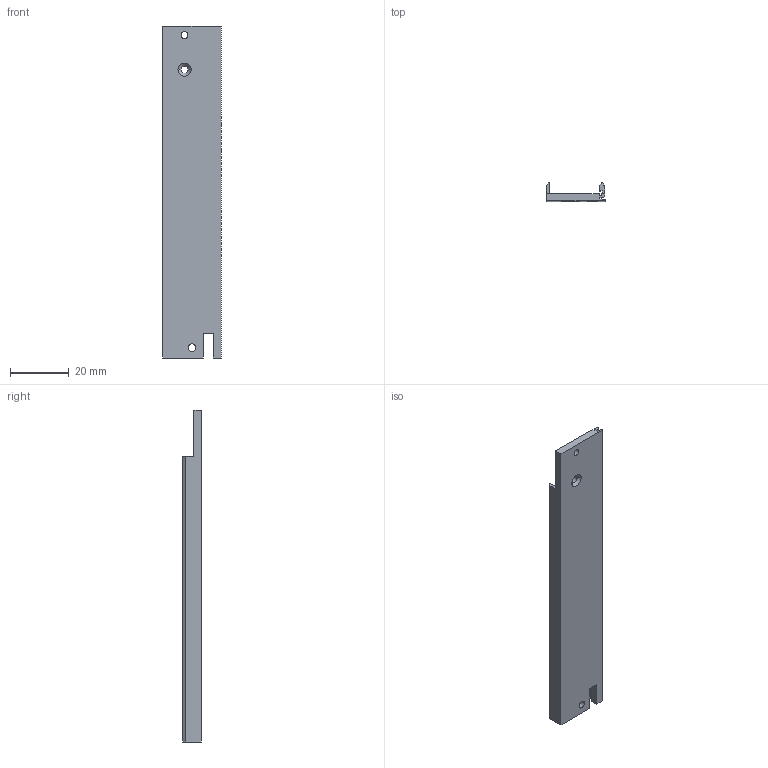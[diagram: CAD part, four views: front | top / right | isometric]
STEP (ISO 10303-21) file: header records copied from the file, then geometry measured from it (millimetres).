
FILE_DESCRIPTION((''),'2;1');
FILE_NAME('226216010904VM-','2014-09-23T',('Rfroetsch'),(''),'PRO/ENGINEER BY PARAMETRIC TECHNOLOGY CORPORATION, 2010160','PRO/ENGINEER BY PARAMETRIC TECHNOLOGY CORPORATION, 2010160','');
FILE_SCHEMA(('AUTOMOTIVE_DESIGN { 1 0 10303 214 1 1 1 1 }'));
Length unit declared in the file: millimetre
Products named in the file (1): 226216010904VM-
Bounding box: 20.02 x 6.3 x 112.85 mm (x, y, z)
Volume: 6111.8 mm3; surface area: 7173.4 mm2
Topology: 1 solids, 1 shells, 43 faces, 120 edges, 79 vertices
Faces by surface type: plane 30, cylinder 11, cone 2
Entity records: 1458 total; most frequent: CARTESIAN_POINT 243, ORIENTED_EDGE 240, DIRECTION 230, EDGE_CURVE 120, VECTOR 96, LINE 96, VERTEX_POINT 79, AXIS2_PLACEMENT_3D 67
